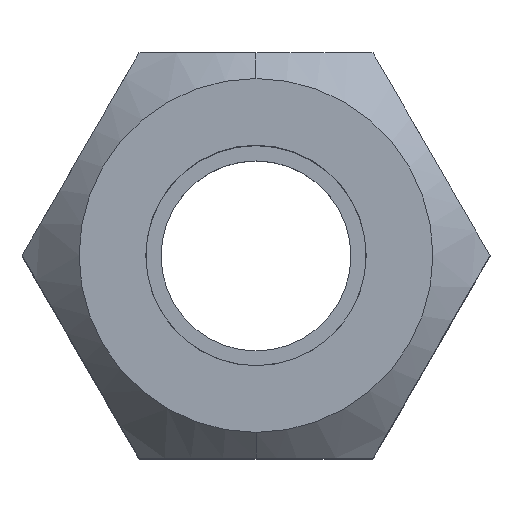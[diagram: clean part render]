
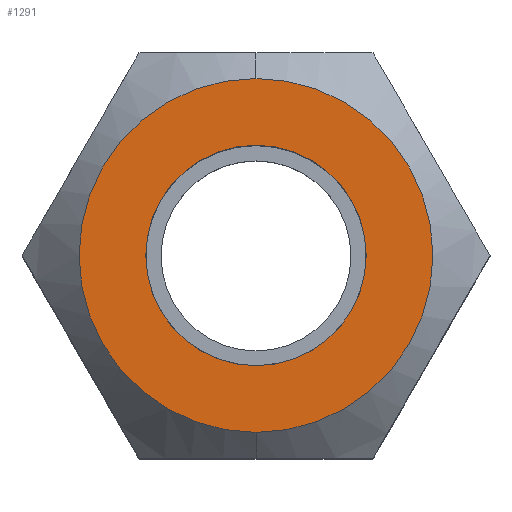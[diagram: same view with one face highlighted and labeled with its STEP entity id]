
A CAD part, top view. The second image highlights one B-rep face of the part: STEP entity #1291.
In plain terms, the highlighted face is planar.
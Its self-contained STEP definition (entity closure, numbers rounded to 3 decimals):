
#300 = EDGE_CURVE ( 'NONE', #301, #302, #918, .T. ) ;
#301 = VERTEX_POINT ( 'NONE', #914 ) ;
#302 = VERTEX_POINT ( 'NONE', #913 ) ;
#913 = CARTESIAN_POINT ( 'NONE',  ( 0., 13.97, -25.5 ) ) ;
#914 = CARTESIAN_POINT ( 'NONE',  ( 0., -13.97, -25.5 ) ) ;
#915 = DIRECTION ( 'NONE',  ( 0., -1., 0. ) ) ;
#916 = DIRECTION ( 'NONE',  ( 0., 0., 1. ) ) ;
#917 = AXIS2_PLACEMENT_3D ( 'NONE', #923, #916, #915 ) ;
#918 = CIRCLE ( 'NONE', #917, 13.97 ) ;
#923 = CARTESIAN_POINT ( 'NONE',  ( 0., 0., -25.5 ) ) ;
#1195 = EDGE_CURVE ( 'NONE', #1220, #1214, #1515, .T. ) ;
#1214 = VERTEX_POINT ( 'NONE', #1524 ) ;
#1220 = VERTEX_POINT ( 'NONE', #1576 ) ;
#1291 = ADVANCED_FACE ( 'NONE', ( #1685, #1684 ), #1689, .F. ) ;
#1292 = EDGE_LOOP ( 'NONE', ( #1299, #1300 ) ) ;
#1299 = ORIENTED_EDGE ( 'NONE', *, *, #1305, .T. ) ;
#1300 = ORIENTED_EDGE ( 'NONE', *, *, #1195, .T. ) ;
#1305 = EDGE_CURVE ( 'NONE', #1214, #1220, #1738, .T. ) ;
#1309 = EDGE_LOOP ( 'NONE', ( #1311, #1313 ) ) ;
#1311 = ORIENTED_EDGE ( 'NONE', *, *, #300, .F. ) ;
#1313 = ORIENTED_EDGE ( 'NONE', *, *, #1317, .F. ) ;
#1317 = EDGE_CURVE ( 'NONE', #302, #301, #1779, .T. ) ;
#1511 = DIRECTION ( 'NONE',  ( 0., -1., 0. ) ) ;
#1512 = DIRECTION ( 'NONE',  ( 0., 0., 1. ) ) ;
#1513 = CARTESIAN_POINT ( 'NONE',  ( 0., 0., -25.5 ) ) ;
#1514 = AXIS2_PLACEMENT_3D ( 'NONE', #1513, #1512, #1511 ) ;
#1515 = CIRCLE ( 'NONE', #1514, 8.7 ) ;
#1524 = CARTESIAN_POINT ( 'NONE',  ( 0., -8.7, -25.5 ) ) ;
#1576 = CARTESIAN_POINT ( 'NONE',  ( 0., 8.7, -25.5 ) ) ;
#1680 = DIRECTION ( 'NONE',  ( 0., -1., 0. ) ) ;
#1681 = DIRECTION ( 'NONE',  ( 0., 0., 1. ) ) ;
#1682 = CARTESIAN_POINT ( 'NONE',  ( 0., 18.475, -25.5 ) ) ;
#1683 = AXIS2_PLACEMENT_3D ( 'NONE', #1682, #1681, #1680 ) ;
#1684 = FACE_OUTER_BOUND ( 'NONE', #1309, .T. ) ;
#1685 = FACE_BOUND ( 'NONE', #1292, .T. ) ;
#1689 = PLANE ( 'NONE',  #1683 ) ;
#1734 = DIRECTION ( 'NONE',  ( 0., -1., 0. ) ) ;
#1735 = DIRECTION ( 'NONE',  ( 0., 0., 1. ) ) ;
#1736 = CARTESIAN_POINT ( 'NONE',  ( 0., 0., -25.5 ) ) ;
#1737 = AXIS2_PLACEMENT_3D ( 'NONE', #1736, #1735, #1734 ) ;
#1738 = CIRCLE ( 'NONE', #1737, 8.7 ) ;
#1771 = DIRECTION ( 'NONE',  ( 0., -1., 0. ) ) ;
#1772 = DIRECTION ( 'NONE',  ( 0., 0., 1. ) ) ;
#1773 = CARTESIAN_POINT ( 'NONE',  ( 0., 0., -25.5 ) ) ;
#1774 = AXIS2_PLACEMENT_3D ( 'NONE', #1773, #1772, #1771 ) ;
#1779 = CIRCLE ( 'NONE', #1774, 13.97 ) ;
